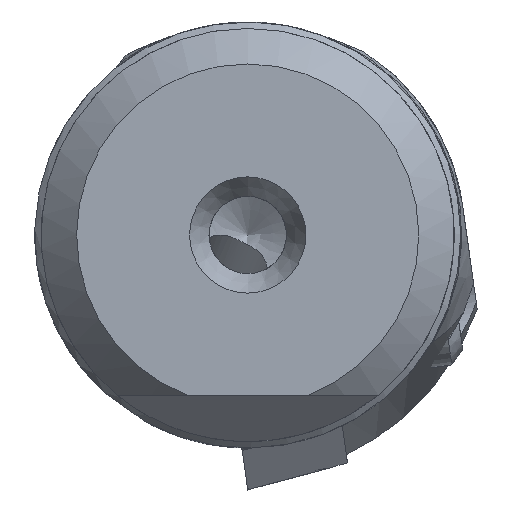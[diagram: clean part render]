
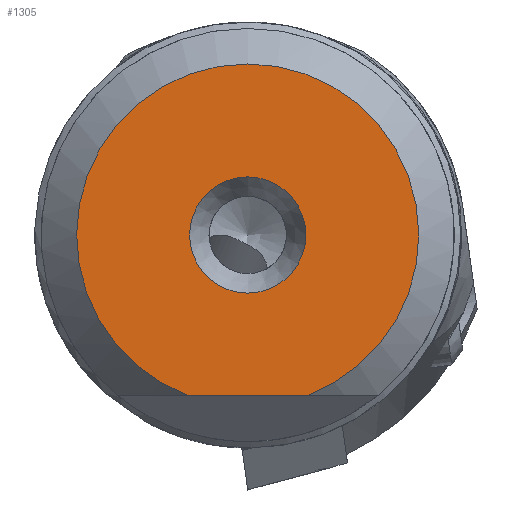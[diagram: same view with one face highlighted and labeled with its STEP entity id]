
A CAD part, left-side view. The second image highlights one B-rep face of the part: STEP entity #1305.
In plain terms, the highlighted planar face has unit normal (-1, 0, 0).
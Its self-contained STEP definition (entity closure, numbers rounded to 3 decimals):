
#52 = CARTESIAN_POINT ( 'NONE',  ( 0., 2.335, -6.2 ) ) ;
#130 = ORIENTED_EDGE ( 'NONE', *, *, #1338, .T. ) ;
#345 = CARTESIAN_POINT ( 'NONE',  ( 0., -2.335, -6.2 ) ) ;
#522 = EDGE_LOOP ( 'NONE', ( #130, #2225 ) ) ;
#565 = AXIS2_PLACEMENT_3D ( 'NONE', #915, #3166, #4182 ) ;
#915 = CARTESIAN_POINT ( 'NONE',  ( 0., 2.25, 0. ) ) ;
#943 = VERTEX_POINT ( 'NONE', #52 ) ;
#1070 = VERTEX_POINT ( 'NONE', #1228 ) ;
#1153 = CARTESIAN_POINT ( 'NONE',  ( 0., 2.25, -6.2 ) ) ;
#1210 = PLANE ( 'NONE',  #565 ) ;
#1228 = CARTESIAN_POINT ( 'NONE',  ( 0., 0., 2.25 ) ) ;
#1305 = ADVANCED_FACE ( 'NONE', ( #2150, #3406 ), #1210, .F. ) ;
#1338 = EDGE_CURVE ( 'NONE', #3174, #943, #1341, .T. ) ;
#1341 = CIRCLE ( 'NONE', #2518, 6.625 ) ;
#1480 = CIRCLE ( 'NONE', #3328, 2.25 ) ;
#1485 = LINE ( 'NONE', #1153, #4013 ) ;
#1851 = CARTESIAN_POINT ( 'NONE',  ( 0., 0., 0. ) ) ;
#1920 = DIRECTION ( 'NONE',  ( -1., 0., 0. ) ) ;
#2040 = EDGE_LOOP ( 'NONE', ( #3543 ) ) ;
#2150 = FACE_BOUND ( 'NONE', #2040, .T. ) ;
#2225 = ORIENTED_EDGE ( 'NONE', *, *, #3524, .T. ) ;
#2458 = DIRECTION ( 'NONE',  ( -1., 0., 0. ) ) ;
#2461 = DIRECTION ( 'NONE',  ( 0., -1., 0. ) ) ;
#2518 = AXIS2_PLACEMENT_3D ( 'NONE', #3194, #1920, #3884 ) ;
#3166 = DIRECTION ( 'NONE',  ( 1., 0., 0. ) ) ;
#3174 = VERTEX_POINT ( 'NONE', #345 ) ;
#3194 = CARTESIAN_POINT ( 'NONE',  ( 0., 0., 0. ) ) ;
#3328 = AXIS2_PLACEMENT_3D ( 'NONE', #1851, #2458, #3732 ) ;
#3406 = FACE_OUTER_BOUND ( 'NONE', #522, .T. ) ;
#3524 = EDGE_CURVE ( 'NONE', #943, #3174, #1485, .T. ) ;
#3543 = ORIENTED_EDGE ( 'NONE', *, *, #4142, .F. ) ;
#3732 = DIRECTION ( 'NONE',  ( 0., 0., 1. ) ) ;
#3884 = DIRECTION ( 'NONE',  ( 0., 0., 1. ) ) ;
#4013 = VECTOR ( 'NONE', #2461, 1000. ) ;
#4142 = EDGE_CURVE ( 'NONE', #1070, #1070, #1480, .T. ) ;
#4182 = DIRECTION ( 'NONE',  ( 0., 0., -1. ) ) ;
